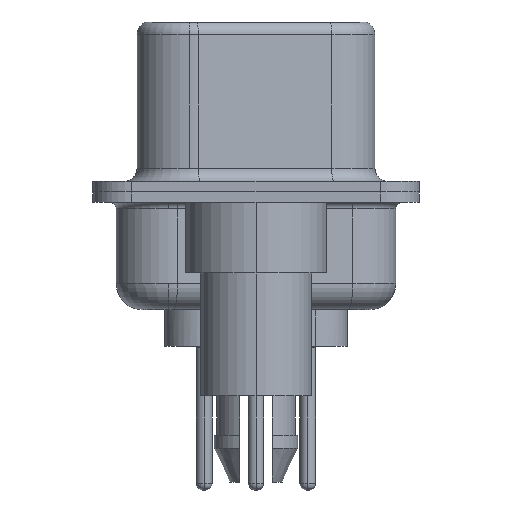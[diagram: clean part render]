
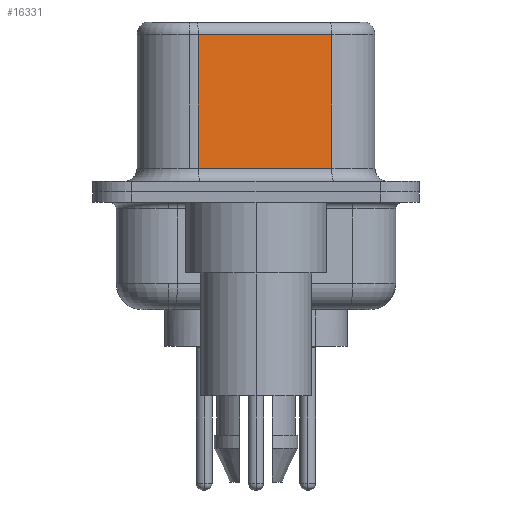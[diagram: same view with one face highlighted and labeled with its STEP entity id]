
A CAD part, left-side view. The second image highlights one B-rep face of the part: STEP entity #16331.
In plain terms, the highlighted planar face has unit normal (-0.985, -0.174, 0).
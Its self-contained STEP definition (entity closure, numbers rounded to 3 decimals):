
#559 = EDGE_CURVE ( 'NONE', #1213, #4504, #4305, .T. ) ;
#786 = ORIENTED_EDGE ( 'NONE', *, *, #4838, .F. ) ;
#792 = EDGE_CURVE ( 'NONE', #2403, #11538, #11640, .T. ) ;
#816 = DIRECTION ( 'NONE',  ( -0.174, 0.985, 0. ) ) ;
#1062 = EDGE_LOOP ( 'NONE', ( #786, #2958, #8686, #10238 ) ) ;
#1213 = VERTEX_POINT ( 'NONE', #7980 ) ;
#1436 = FACE_OUTER_BOUND ( 'NONE', #1062, .T. ) ;
#1566 = CARTESIAN_POINT ( 'NONE',  ( 3.68, 2.203, 6.52 ) ) ;
#2080 = DIRECTION ( 'NONE',  ( 0., 0., -1. ) ) ;
#2403 = VERTEX_POINT ( 'NONE', #17011 ) ;
#2777 = EDGE_CURVE ( 'NONE', #4504, #2403, #12763, .T. ) ;
#2958 = ORIENTED_EDGE ( 'NONE', *, *, #559, .T. ) ;
#3200 = CARTESIAN_POINT ( 'NONE',  ( 4.58, -2.897, 0.9 ) ) ;
#3329 = DIRECTION ( 'NONE',  ( 0.174, -0.985, 0. ) ) ;
#4199 = CARTESIAN_POINT ( 'NONE',  ( 3.68, 2.203, 6.02 ) ) ;
#4305 = LINE ( 'NONE', #13695, #11007 ) ;
#4504 = VERTEX_POINT ( 'NONE', #4199 ) ;
#4838 = EDGE_CURVE ( 'NONE', #1213, #11538, #8468, .T. ) ;
#5939 = DIRECTION ( 'NONE',  ( -0.174, 0.985, 0. ) ) ;
#7980 = CARTESIAN_POINT ( 'NONE',  ( 4.58, -2.897, 6.02 ) ) ;
#8035 = VECTOR ( 'NONE', #3329, 1000. ) ;
#8468 = LINE ( 'NONE', #9365, #11666 ) ;
#8686 = ORIENTED_EDGE ( 'NONE', *, *, #2777, .T. ) ;
#9256 = AXIS2_PLACEMENT_3D ( 'NONE', #16726, #14011, #5939 ) ;
#9365 = CARTESIAN_POINT ( 'NONE',  ( 4.58, -2.897, 6.52 ) ) ;
#9916 = PLANE ( 'NONE',  #9256 ) ;
#10238 = ORIENTED_EDGE ( 'NONE', *, *, #792, .T. ) ;
#11007 = VECTOR ( 'NONE', #816, 1000. ) ;
#11494 = CARTESIAN_POINT ( 'NONE',  ( 4.58, -2.897, 0.9 ) ) ;
#11538 = VERTEX_POINT ( 'NONE', #11494 ) ;
#11640 = LINE ( 'NONE', #3200, #8035 ) ;
#11666 = VECTOR ( 'NONE', #2080, 1000. ) ;
#11795 = DIRECTION ( 'NONE',  ( 0., 0., -1. ) ) ;
#12763 = LINE ( 'NONE', #1566, #15951 ) ;
#13695 = CARTESIAN_POINT ( 'NONE',  ( 4.58, -2.897, 6.02 ) ) ;
#14011 = DIRECTION ( 'NONE',  ( 0.985, 0.174, 0. ) ) ;
#15951 = VECTOR ( 'NONE', #11795, 1000. ) ;
#16331 = ADVANCED_FACE ( 'NONE', ( #1436 ), #9916, .F. ) ;
#16726 = CARTESIAN_POINT ( 'NONE',  ( 4.58, -2.897, 6.52 ) ) ;
#17011 = CARTESIAN_POINT ( 'NONE',  ( 3.68, 2.203, 0.9 ) ) ;
